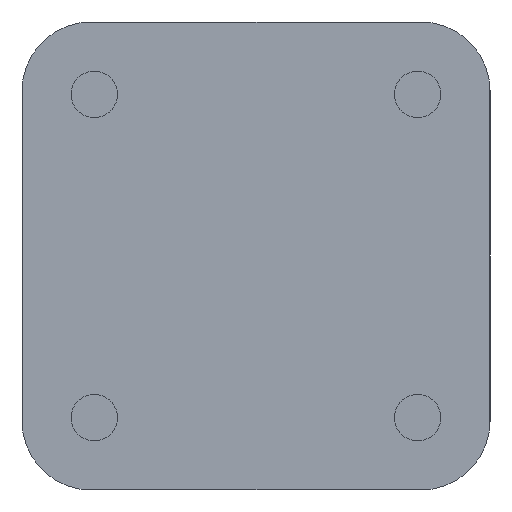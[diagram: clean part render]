
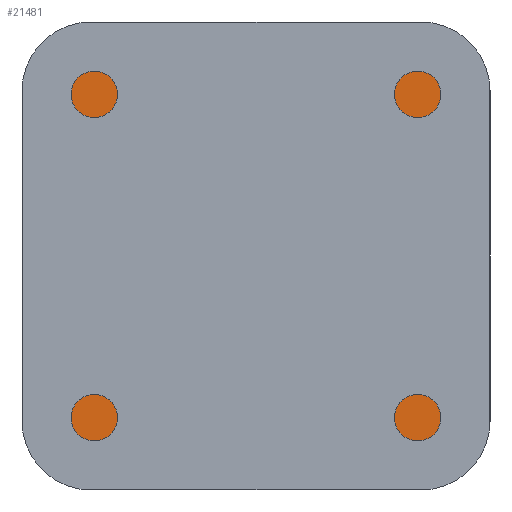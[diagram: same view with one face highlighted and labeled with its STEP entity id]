
A CAD part, left-side view. The second image highlights one B-rep face of the part: STEP entity #21481.
In plain terms, the highlighted planar face has unit normal (-1, 0, 0).
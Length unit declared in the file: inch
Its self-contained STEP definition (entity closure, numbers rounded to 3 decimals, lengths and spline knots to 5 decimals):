
#1346 = CIRCLE ( 'NONE', #66676, 0.3937 ) ;
#2403 = DIRECTION ( 'NONE',  ( 1., 0., 0. ) ) ;
#3201 = ORIENTED_EDGE ( 'NONE', *, *, #36896, .F. ) ;
#3714 = ORIENTED_EDGE ( 'NONE', *, *, #7697, .F. ) ;
#5475 = VECTOR ( 'NONE', #45831, 39.37008 ) ;
#5548 = CARTESIAN_POINT ( 'NONE',  ( -2.67101, -0.497, 1.20709 ) ) ;
#5622 = LINE ( 'NONE', #57127, #41010 ) ;
#7022 = CARTESIAN_POINT ( 'NONE',  ( -2.67101, 0.99906, -0.68268 ) ) ;
#7697 = EDGE_CURVE ( 'NONE', #53312, #9673, #49673, .T. ) ;
#8560 = ORIENTED_EDGE ( 'NONE', *, *, #43567, .F. ) ;
#9673 = VERTEX_POINT ( 'NONE', #7022 ) ;
#9874 = DIRECTION ( 'NONE',  ( 0., 1., 0. ) ) ;
#10441 = CARTESIAN_POINT ( 'NONE',  ( -2.67101, 1.39276, 1.60079 ) ) ;
#10642 = DIRECTION ( 'NONE',  ( 1., 0., 0. ) ) ;
#13370 = EDGE_CURVE ( 'NONE', #18075, #64140, #18801, .T. ) ;
#14076 = VERTEX_POINT ( 'NONE', #14135 ) ;
#14135 = CARTESIAN_POINT ( 'NONE',  ( -2.67101, -0.497, 0.10472 ) ) ;
#14984 = DIRECTION ( 'NONE',  ( 1., 0., 0. ) ) ;
#15538 = AXIS2_PLACEMENT_3D ( 'NONE', #20400, #50437, #9874 ) ;
#16401 = FACE_OUTER_BOUND ( 'NONE', #40815, .T. ) ;
#16858 = AXIS2_PLACEMENT_3D ( 'NONE', #37856, #2403, #53911 ) ;
#17812 = ORIENTED_EDGE ( 'NONE', *, *, #53982, .F. ) ;
#18075 = VERTEX_POINT ( 'NONE', #10441 ) ;
#18231 = EDGE_CURVE ( 'NONE', #64140, #62484, #48911, .T. ) ;
#18418 = LINE ( 'NONE', #54922, #57204 ) ;
#18801 = CIRCLE ( 'NONE', #15538, 0.3937 ) ;
#19148 = CARTESIAN_POINT ( 'NONE',  ( -2.67101, -1.28441, 0.97657 ) ) ;
#19862 = CARTESIAN_POINT ( 'NONE',  ( -2.67101, 0.60536, 1.20709 ) ) ;
#20400 = CARTESIAN_POINT ( 'NONE',  ( -2.67101, 0.99906, 1.60079 ) ) ;
#20898 = DIRECTION ( 'NONE',  ( 1., 0., 0. ) ) ;
#21315 = LINE ( 'NONE', #46526, #61939 ) ;
#21481 = ADVANCED_FACE ( 'NONE', ( #16401, #58029 ), #25966, .F. ) ;
#22329 = CIRCLE ( 'NONE', #16858, 0.3937 ) ;
#23790 = CARTESIAN_POINT ( 'NONE',  ( -2.67101, 0.99906, 1.99449 ) ) ;
#24105 = CARTESIAN_POINT ( 'NONE',  ( -2.67101, 0.52662, -0.68268 ) ) ;
#24417 = VERTEX_POINT ( 'NONE', #57088 ) ;
#25230 = CARTESIAN_POINT ( 'NONE',  ( -2.67101, -0.8907, -0.28898 ) ) ;
#25881 = DIRECTION ( 'NONE',  ( 0., -1., 0. ) ) ;
#25966 = PLANE ( 'NONE',  #40371 ) ;
#25983 = EDGE_CURVE ( 'NONE', #65629, #18075, #18418, .T. ) ;
#26080 = DIRECTION ( 'NONE',  ( 0., 1., 0. ) ) ;
#27868 = DIRECTION ( 'NONE',  ( 0., 1., 0. ) ) ;
#28104 = DIRECTION ( 'NONE',  ( 0., -1., 0. ) ) ;
#29386 = ORIENTED_EDGE ( 'NONE', *, *, #25983, .F. ) ;
#29554 = EDGE_LOOP ( 'NONE', ( #59020, #48481, #17812, #47197 ) ) ;
#29741 = LINE ( 'NONE', #19148, #37403 ) ;
#31138 = VECTOR ( 'NONE', #28104, 39.37008 ) ;
#31392 = VECTOR ( 'NONE', #27868, 39.37008 ) ;
#31489 = DIRECTION ( 'NONE',  ( 0., 0., 1. ) ) ;
#34297 = EDGE_CURVE ( 'NONE', #47645, #14076, #66339, .T. ) ;
#35052 = CIRCLE ( 'NONE', #61156, 0.3937 ) ;
#35323 = CARTESIAN_POINT ( 'NONE',  ( -2.67101, 0.60536, 0.10472 ) ) ;
#36545 = DIRECTION ( 'NONE',  ( 0., -1., 0. ) ) ;
#36896 = EDGE_CURVE ( 'NONE', #62484, #24417, #35052, .T. ) ;
#37403 = VECTOR ( 'NONE', #50176, 39.37008 ) ;
#37856 = CARTESIAN_POINT ( 'NONE',  ( -2.67101, 0.99906, -0.28898 ) ) ;
#38317 = CARTESIAN_POINT ( 'NONE',  ( -2.67101, -0.41826, 1.99449 ) ) ;
#40371 = AXIS2_PLACEMENT_3D ( 'NONE', #47092, #10642, #36545 ) ;
#40815 = EDGE_LOOP ( 'NONE', ( #8560, #3201, #49809, #41668, #29386, #66313, #3714, #64761 ) ) ;
#41010 = VECTOR ( 'NONE', #26080, 39.37008 ) ;
#41104 = EDGE_CURVE ( 'NONE', #14076, #54292, #64714, .T. ) ;
#41668 = ORIENTED_EDGE ( 'NONE', *, *, #13370, .F. ) ;
#43567 = EDGE_CURVE ( 'NONE', #24417, #51423, #29741, .T. ) ;
#44213 = DIRECTION ( 'NONE',  ( 0., 0., 1. ) ) ;
#45831 = DIRECTION ( 'NONE',  ( 0., -1., 0. ) ) ;
#46526 = CARTESIAN_POINT ( 'NONE',  ( -2.67101, 0.60536, 0.65591 ) ) ;
#46528 = CARTESIAN_POINT ( 'NONE',  ( -2.67101, 0.60536, 0.10472 ) ) ;
#46655 = DIRECTION ( 'NONE',  ( 0., 0., 1. ) ) ;
#47092 = CARTESIAN_POINT ( 'NONE',  ( -2.67101, 0.05418, 1.29724 ) ) ;
#47197 = ORIENTED_EDGE ( 'NONE', *, *, #51693, .F. ) ;
#47645 = VERTEX_POINT ( 'NONE', #46528 ) ;
#48481 = ORIENTED_EDGE ( 'NONE', *, *, #34297, .F. ) ;
#48911 = LINE ( 'NONE', #38317, #31138 ) ;
#48973 = CARTESIAN_POINT ( 'NONE',  ( -2.67101, -1.28441, -0.28898 ) ) ;
#49230 = VECTOR ( 'NONE', #44213, 39.37008 ) ;
#49673 = LINE ( 'NONE', #24105, #31392 ) ;
#49809 = ORIENTED_EDGE ( 'NONE', *, *, #18231, .F. ) ;
#50176 = DIRECTION ( 'NONE',  ( 0., 0., -1. ) ) ;
#50437 = DIRECTION ( 'NONE',  ( 1., 0., 0. ) ) ;
#51423 = VERTEX_POINT ( 'NONE', #48973 ) ;
#51693 = EDGE_CURVE ( 'NONE', #54292, #65931, #5622, .T. ) ;
#52734 = CARTESIAN_POINT ( 'NONE',  ( -2.67101, -0.8907, 1.99449 ) ) ;
#53312 = VERTEX_POINT ( 'NONE', #58309 ) ;
#53911 = DIRECTION ( 'NONE',  ( 0., 0., -1. ) ) ;
#53982 = EDGE_CURVE ( 'NONE', #65931, #47645, #21315, .T. ) ;
#54292 = VERTEX_POINT ( 'NONE', #5548 ) ;
#54922 = CARTESIAN_POINT ( 'NONE',  ( -2.67101, 1.39276, 0.33524 ) ) ;
#55775 = CARTESIAN_POINT ( 'NONE',  ( -2.67101, 1.39276, -0.28898 ) ) ;
#57088 = CARTESIAN_POINT ( 'NONE',  ( -2.67101, -1.28441, 1.60079 ) ) ;
#57127 = CARTESIAN_POINT ( 'NONE',  ( -2.67101, -0.497, 1.20709 ) ) ;
#57134 = DIRECTION ( 'NONE',  ( 0., 0., -1. ) ) ;
#57204 = VECTOR ( 'NONE', #46655, 39.37008 ) ;
#58029 = FACE_BOUND ( 'NONE', #29554, .T. ) ;
#58309 = CARTESIAN_POINT ( 'NONE',  ( -2.67101, -0.8907, -0.68268 ) ) ;
#59020 = ORIENTED_EDGE ( 'NONE', *, *, #41104, .F. ) ;
#60969 = EDGE_CURVE ( 'NONE', #51423, #53312, #1346, .T. ) ;
#61156 = AXIS2_PLACEMENT_3D ( 'NONE', #66960, #20898, #31489 ) ;
#61939 = VECTOR ( 'NONE', #57134, 39.37008 ) ;
#62484 = VERTEX_POINT ( 'NONE', #52734 ) ;
#64035 = CARTESIAN_POINT ( 'NONE',  ( -2.67101, -0.497, 0.65591 ) ) ;
#64140 = VERTEX_POINT ( 'NONE', #23790 ) ;
#64714 = LINE ( 'NONE', #64035, #49230 ) ;
#64761 = ORIENTED_EDGE ( 'NONE', *, *, #60969, .F. ) ;
#65098 = EDGE_CURVE ( 'NONE', #9673, #65629, #22329, .T. ) ;
#65629 = VERTEX_POINT ( 'NONE', #55775 ) ;
#65931 = VERTEX_POINT ( 'NONE', #19862 ) ;
#66313 = ORIENTED_EDGE ( 'NONE', *, *, #65098, .F. ) ;
#66339 = LINE ( 'NONE', #35323, #5475 ) ;
#66676 = AXIS2_PLACEMENT_3D ( 'NONE', #25230, #14984, #25881 ) ;
#66960 = CARTESIAN_POINT ( 'NONE',  ( -2.67101, -0.8907, 1.60079 ) ) ;
